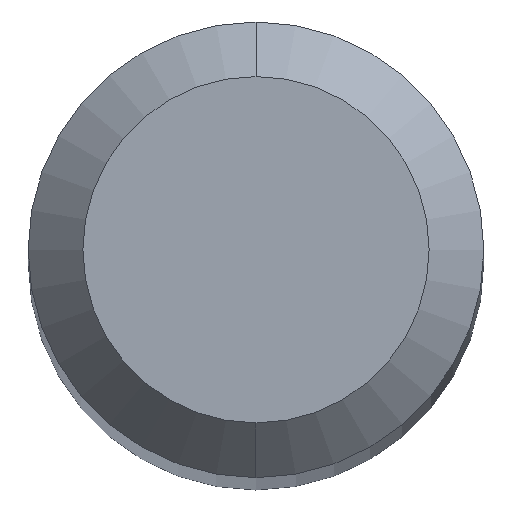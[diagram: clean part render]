
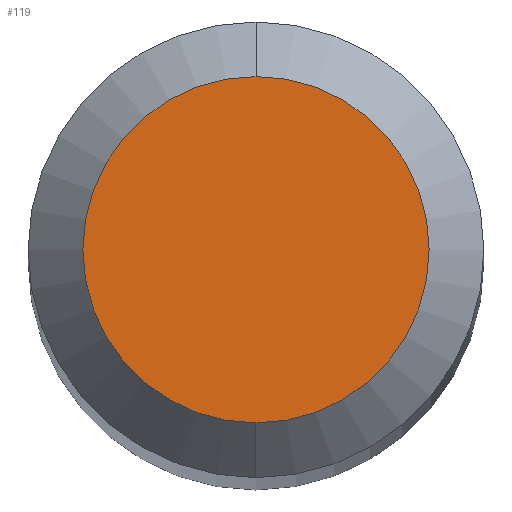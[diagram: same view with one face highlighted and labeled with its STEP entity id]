
A CAD part, top view. The second image highlights one B-rep face of the part: STEP entity #119.
In plain terms, the highlighted planar face has unit normal (0, 0, 1).
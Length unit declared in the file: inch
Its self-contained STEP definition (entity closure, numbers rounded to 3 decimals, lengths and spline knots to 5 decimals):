
#5 = DIRECTION ( 'NONE',  ( 0., 1., 0. ) ) ;
#7 = AXIS2_PLACEMENT_3D ( 'NONE', #519, #254, #94 ) ;
#51 = EDGE_CURVE ( 'NONE', #366, #162, #416, .T. ) ;
#72 = PLANE ( 'NONE',  #247 ) ;
#94 = DIRECTION ( 'NONE',  ( 0., -1., 0. ) ) ;
#119 = ADVANCED_FACE ( 'NONE', ( #289 ), #72, .F. ) ;
#146 = CARTESIAN_POINT ( 'NONE',  ( 0., 0., 0. ) ) ;
#162 = VERTEX_POINT ( 'NONE', #253 ) ;
#174 = DIRECTION ( 'NONE',  ( 0., -1., 0. ) ) ;
#202 = ORIENTED_EDGE ( 'NONE', *, *, #51, .T. ) ;
#222 = DIRECTION ( 'NONE',  ( 0., 0., 1. ) ) ;
#238 = CARTESIAN_POINT ( 'NONE',  ( 0., 0.0475, 0. ) ) ;
#247 = AXIS2_PLACEMENT_3D ( 'NONE', #238, #428, #5 ) ;
#253 = CARTESIAN_POINT ( 'NONE',  ( 0., 0.0475, 0. ) ) ;
#254 = DIRECTION ( 'NONE',  ( 0., 0., 1. ) ) ;
#280 = ORIENTED_EDGE ( 'NONE', *, *, #558, .T. ) ;
#289 = FACE_OUTER_BOUND ( 'NONE', #328, .T. ) ;
#328 = EDGE_LOOP ( 'NONE', ( #280, #202 ) ) ;
#366 = VERTEX_POINT ( 'NONE', #407 ) ;
#367 = AXIS2_PLACEMENT_3D ( 'NONE', #146, #222, #174 ) ;
#407 = CARTESIAN_POINT ( 'NONE',  ( 0., -0.0475, 0. ) ) ;
#416 = CIRCLE ( 'NONE', #367, 0.0475 ) ;
#428 = DIRECTION ( 'NONE',  ( 0., 0., -1. ) ) ;
#465 = CIRCLE ( 'NONE', #7, 0.0475 ) ;
#519 = CARTESIAN_POINT ( 'NONE',  ( 0., 0., 0. ) ) ;
#558 = EDGE_CURVE ( 'NONE', #162, #366, #465, .T. ) ;
